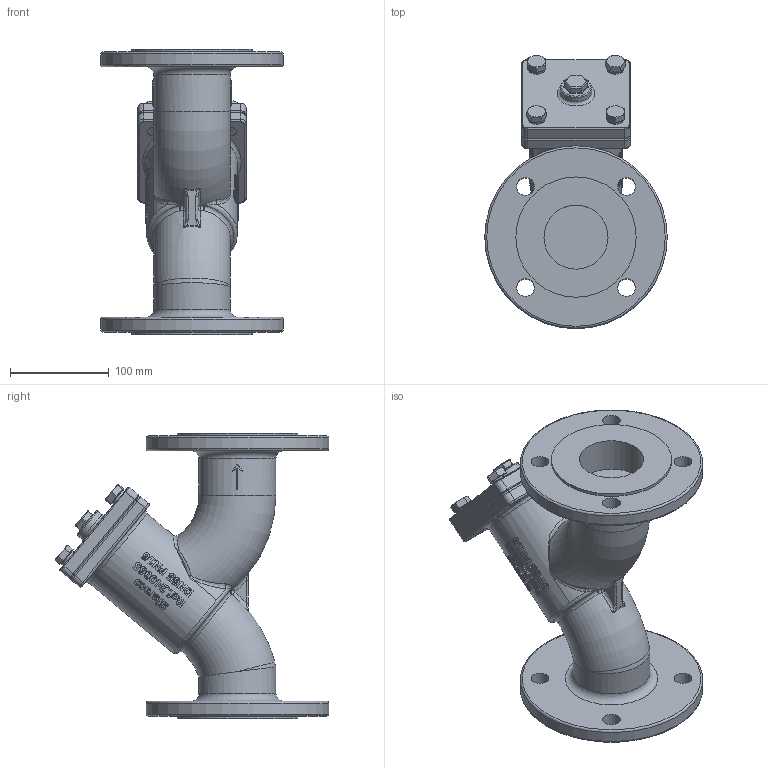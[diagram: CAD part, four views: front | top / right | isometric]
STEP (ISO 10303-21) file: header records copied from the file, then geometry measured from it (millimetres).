
FILE_DESCRIPTION(/* description */ ('240065'),/* implementation_level */ '2;1');
FILE_NAME(/* name */ '240065.stp',/* time_stamp */ '2016-11-07T13:37:35+01:00',/* author */ ('jmorand'),/* organization */ ('Sferaco'),/* preprocessor_version */ 'ST-DEVELOPER v16.5',/* originating_system */ 'Autodesk Inventor 2017',/* authorisation */ '');
FILE_SCHEMA (('AUTOMOTIVE_DESIGN { 1 0 10303 214 3 1 1 }'));
Products named in the file (1): 240065_bd
Bounding box: 185 x 277.13 x 290 mm (x, y, z)
Volume: 2812723.5 mm3; surface area: 258907.5 mm2
Topology: 1 solids, 2 shells, 1177 faces, 3074 edges, 1992 vertices
Faces by surface type: bspline 512, plane 422, cylinder 167, torus 38, cone 28, sphere 10
Full cylindrical faces by diameter (mm): 10.106 x4, 12 x4, 13 x4, 18 x12, 18.631 x1, 32 x1, 65 x2, 78 x2, 92 x1, 122 x2, 185 x2
Entity records: 49915 total; most frequent: CARTESIAN_POINT 23270, ORIENTED_EDGE 5982, DIRECTION 3884, EDGE_CURVE 2991, VERTEX_POINT 1969, EDGE_LOOP 1350, LINE 1310, VECTOR 1310
